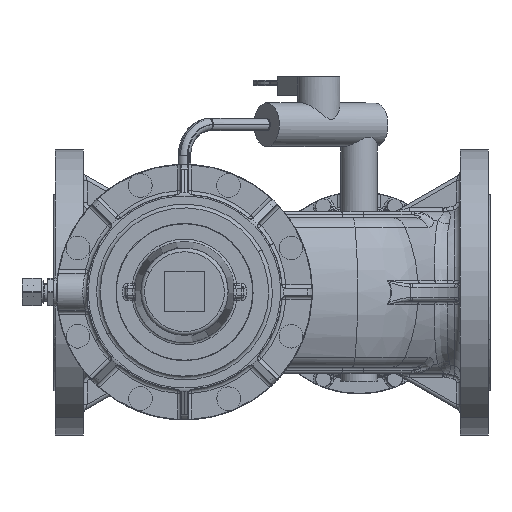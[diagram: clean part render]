
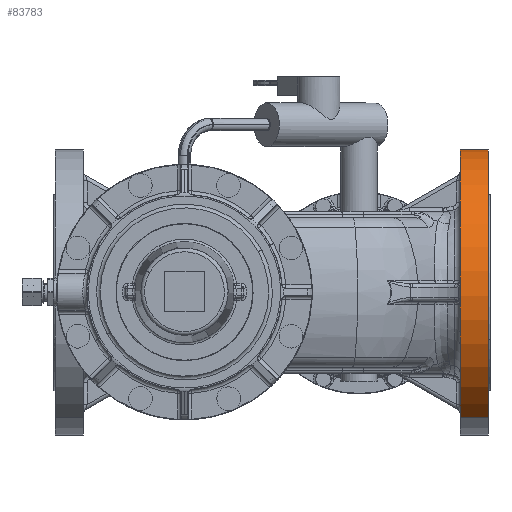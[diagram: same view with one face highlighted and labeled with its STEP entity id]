
A CAD part, top view. The second image highlights one B-rep face of the part: STEP entity #83783.
In plain terms, the highlighted cylindrical face has radius 114.5 mm (diameter 229 mm), a partial arc.
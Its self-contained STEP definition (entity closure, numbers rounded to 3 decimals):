
#82331=CARTESIAN_POINT('Axis2P3D Location',(70.,0.,0.)) ;
#83587=CARTESIAN_POINT('Vertex',(243.5,100.483,-54.894)) ;
#83589=CARTESIAN_POINT('Vertex',(243.5,-100.483,54.894)) ;
#83592=CARTESIAN_POINT('Axis2P3D Location',(243.5,0.,0.)) ;
#83758=CARTESIAN_POINT('Line Origine',(70.,100.483,-54.894)) ;
#83762=CARTESIAN_POINT('Vertex',(221.,100.483,-54.894)) ;
#83765=CARTESIAN_POINT('Axis2P3D Location',(221.,0.,0.)) ;
#83769=CARTESIAN_POINT('Vertex',(221.,-100.483,54.894)) ;
#83772=CARTESIAN_POINT('Line Origine',(70.,-100.483,54.894)) ;
#82332=DIRECTION('Axis2P3D Direction',(-1.,0.,0.)) ;
#82333=DIRECTION('Axis2P3D XDirection',(0.,0.878,-0.479)) ;
#83593=DIRECTION('Axis2P3D Direction',(-1.,0.,0.)) ;
#83759=DIRECTION('Vector Direction',(-1.,0.,0.)) ;
#83766=DIRECTION('Axis2P3D Direction',(-1.,0.,0.)) ;
#83773=DIRECTION('Vector Direction',(-1.,0.,0.)) ;
#82334=AXIS2_PLACEMENT_3D('Cylinder Axis2P3D',#82331,#82332,#82333) ;
#83594=AXIS2_PLACEMENT_3D('Circle Axis2P3D',#83592,#83593,$) ;
#83767=AXIS2_PLACEMENT_3D('Circle Axis2P3D',#83765,#83766,$) ;
#83778=ORIENTED_EDGE('',*,*,#83764,.T.) ;
#83779=ORIENTED_EDGE('',*,*,#83771,.F.) ;
#83780=ORIENTED_EDGE('',*,*,#83776,.F.) ;
#83781=ORIENTED_EDGE('',*,*,#83596,.T.) ;
#83760=VECTOR('Line Direction',#83759,1.) ;
#83774=VECTOR('Line Direction',#83773,1.) ;
#83783=ADVANCED_FACE('Geh\X2\00E4\X0\use',(#83782),#82335,.T.) ;
#83595=CIRCLE('generated circle',#83594,114.5) ;
#83768=CIRCLE('generated circle',#83767,114.5) ;
#82335=CYLINDRICAL_SURFACE('generated cylinder',#82334,114.5) ;
#83596=EDGE_CURVE('',#83590,#83588,#83595,.T.) ;
#83764=EDGE_CURVE('',#83588,#83763,#83761,.T.) ;
#83771=EDGE_CURVE('',#83770,#83763,#83768,.T.) ;
#83776=EDGE_CURVE('',#83590,#83770,#83775,.T.) ;
#83777=EDGE_LOOP('',(#83778,#83779,#83780,#83781)) ;
#83782=FACE_OUTER_BOUND('',#83777,.T.) ;
#83761=LINE('Line',#83758,#83760) ;
#83775=LINE('Line',#83772,#83774) ;
#83588=VERTEX_POINT('',#83587) ;
#83590=VERTEX_POINT('',#83589) ;
#83763=VERTEX_POINT('',#83762) ;
#83770=VERTEX_POINT('',#83769) ;
